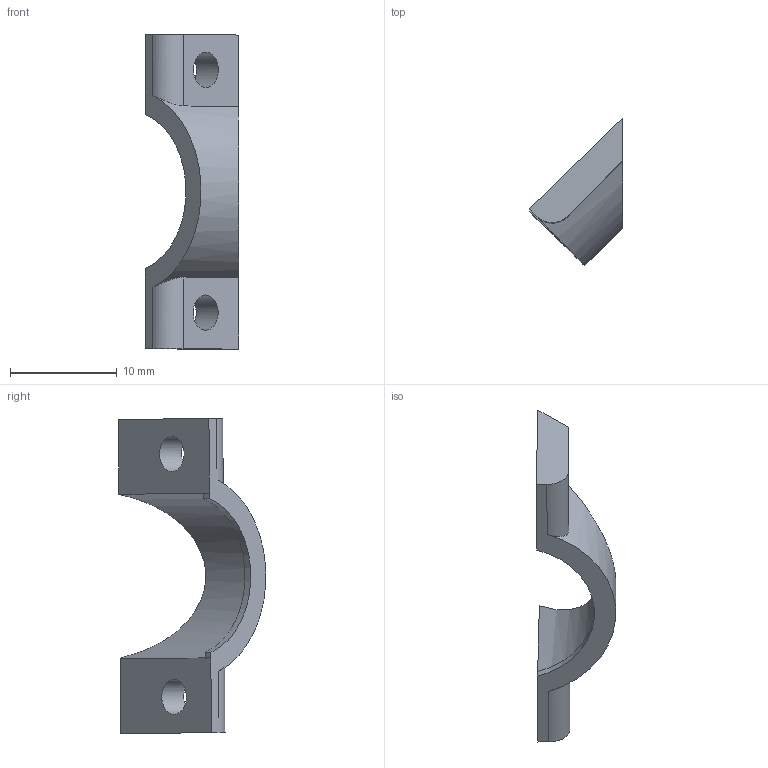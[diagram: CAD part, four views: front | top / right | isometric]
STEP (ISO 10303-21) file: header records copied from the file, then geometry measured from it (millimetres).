
FILE_DESCRIPTION(/* description */ (''),/* implementation_level */ '2;1');
FILE_NAME(/* name */ 'Joint_3_clamp.step',/* time_stamp */ '2025-04-05T15:16:49-04:00',/* author */ (''),/* organization */ (''),/* preprocessor_version */ 'ST-DEVELOPER v20.1',/* originating_system */ 'Autodesk Translation Framework v14.4.0.0',/* authorisation */ '');
FILE_SCHEMA (('AUTOMOTIVE_DESIGN { 1 0 10303 214 3 1 1 }'));
Length unit declared in the file: millimetre
Products named in the file (3): armatron_7; Shoulder Joint; Wire Box (2)
Assembly tree (2 placements, depth 3):
  armatron_7
    Shoulder Joint
      Wire Box (2)
Bounding box: 8.73 x 13.8 x 29.48 mm (x, y, z)
Volume: 597.8 mm3; surface area: 859.4 mm2
Topology: 1 solids, 1 shells, 20 faces, 50 edges, 32 vertices
Faces by surface type: plane 11, cylinder 9
Full cylindrical faces by diameter (mm): 3.3 x2
Entity records: 716 total; most frequent: CARTESIAN_POINT 125, DIRECTION 116, ORIENTED_EDGE 100, EDGE_CURVE 50, AXIS2_PLACEMENT_3D 43, VERTEX_POINT 32, LINE 30, VECTOR 30
